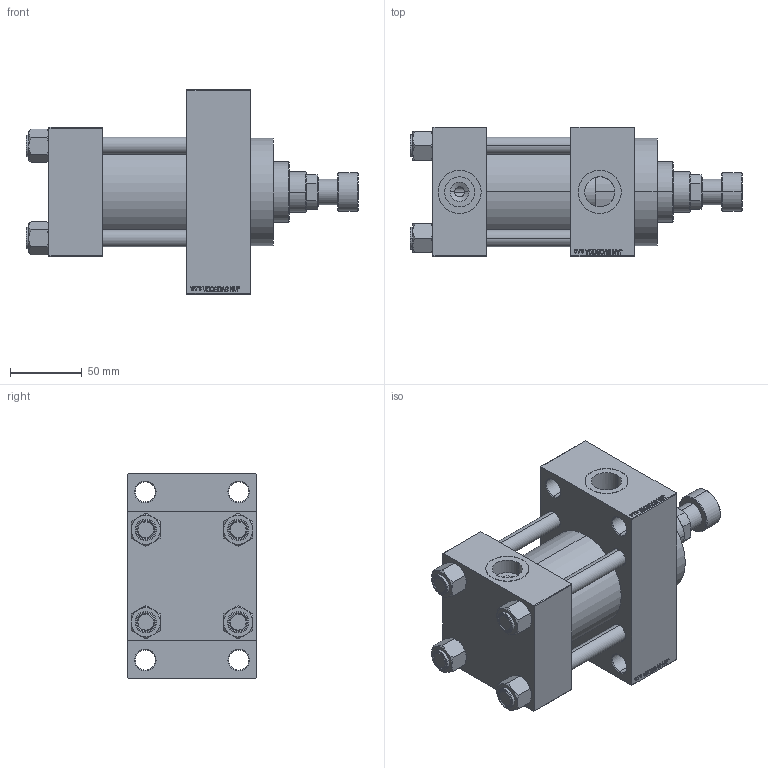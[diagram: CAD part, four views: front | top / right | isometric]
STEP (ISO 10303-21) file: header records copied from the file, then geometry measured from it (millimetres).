
FILE_DESCRIPTION (( 'STEP AP203' ), '1' );
FILE_NAME ('98f9.STEP', '2024-12-11T09:59:05', ( '' ), ( '' ), 'SwSTEP 2.0', 'SolidWorks 2019', '' );
FILE_SCHEMA (( 'CONFIG_CONTROL_DESIGN' ));
Length unit declared in the file: millimetre
Products named in the file (7): V215CD_D_Body c686b907cd5fb9a906732e1053e83a5b; V215CD_VCP_D c686b907cd5fb9a906732e1053e83a5b; 98f9; V215CR_ROD_END_F c686b907cd5fb9a906732e1053e83a5b; V215CD_VC_A c686b907cd5fb9a906732e1053e83a5b; V215CD_NUT_M5_D c686b907cd5fb9a906732e1053e83a5b; V215CD_D_TYCINKA c686b907cd5fb9a906732e1053e83a5b
Assembly tree (12 placements, depth 2):
  98f9
    V215CD_D_Body c686b907cd5fb9a906732e1053e83a5b
    V215CD_VC_A c686b907cd5fb9a906732e1053e83a5b
    V215CD_VCP_D c686b907cd5fb9a906732e1053e83a5b
    V215CD_D_TYCINKA c686b907cd5fb9a906732e1053e83a5b  x4
    V215CD_NUT_M5_D c686b907cd5fb9a906732e1053e83a5b  x4
    V215CR_ROD_END_F c686b907cd5fb9a906732e1053e83a5b
Bounding box: 231 x 90 x 142 mm (x, y, z)
Volume: 1107960.7 mm3; surface area: 203570.2 mm2
Topology: 12 solids, 12 shells, 1117 faces, 2777 edges, 1797 vertices
Faces by surface type: plane 501, bspline 368, cone 144, cylinder 92, torus 12
Entity records: 47682 total; most frequent: CARTESIAN_POINT 25137, ORIENTED_EDGE 5046, DIRECTION 3267, EDGE_CURVE 2523, VERTEX_POINT 1653, LINE 1509, VECTOR 1509, EDGE_LOOP 1130
